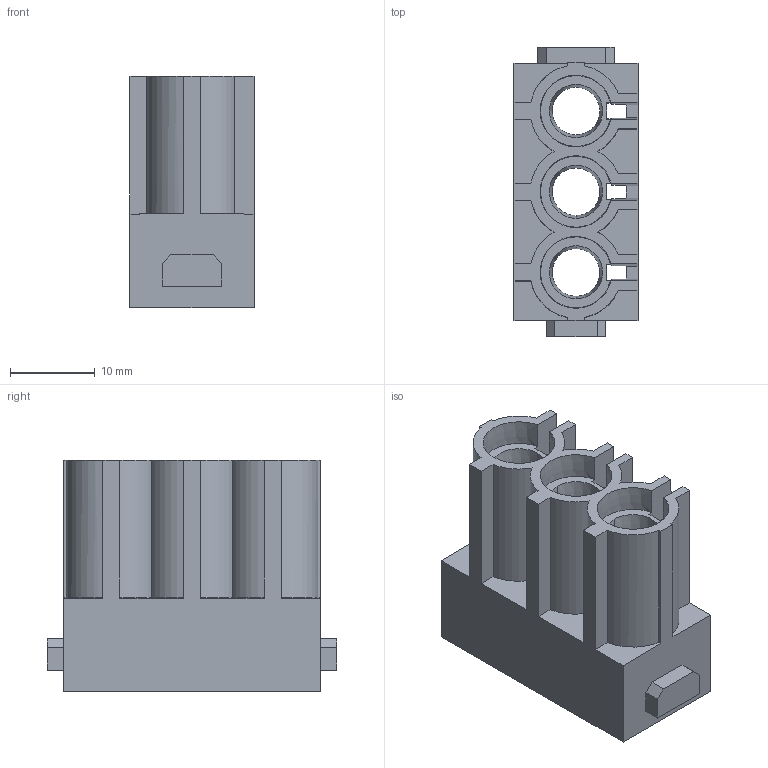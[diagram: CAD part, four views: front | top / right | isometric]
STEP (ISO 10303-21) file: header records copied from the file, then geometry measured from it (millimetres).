
FILE_DESCRIPTION(('HOOPS Exchange Step'),'2;1');
FILE_NAME('export-6416AF50-21F7-4F31-8F6D-698D03173FA2.stp','2022-10-17T14:22:44+02:00',('Engineering'),('Alibre'),'HOOPS Exchange 2021.0','Alibre','Unknown authorisation');
FILE_SCHEMA( ('AP242_MANAGED_MODEL_BASED_3D_ENGINEERING_MIM_LF {1 0 10303 442 1 1 4 }') );
Length unit declared in the file: millimetre
Products named in the file (1): 6081 Contact insert module - HC-M-03-PN-M-F - 1417433
Bounding box: 14.6 x 34.1 x 27.2 mm (x, y, z)
Volume: 3733.2 mm3; surface area: 5760.1 mm2
Topology: 1 solids, 1 shells, 104 faces, 313 edges, 209 vertices
Faces by surface type: plane 72, cone 20, cylinder 12
Entity records: 3711 total; most frequent: CARTESIAN_POINT 790, ORIENTED_EDGE 626, DIRECTION 578, EDGE_CURVE 313, VECTOR 236, LINE 236, VERTEX_POINT 209, AXIS2_PLACEMENT_3D 171
